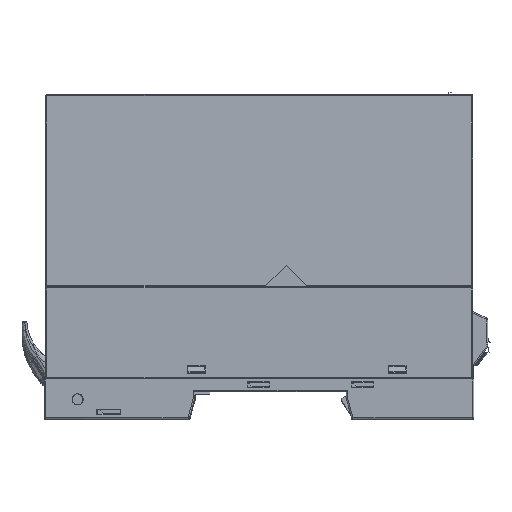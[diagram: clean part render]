
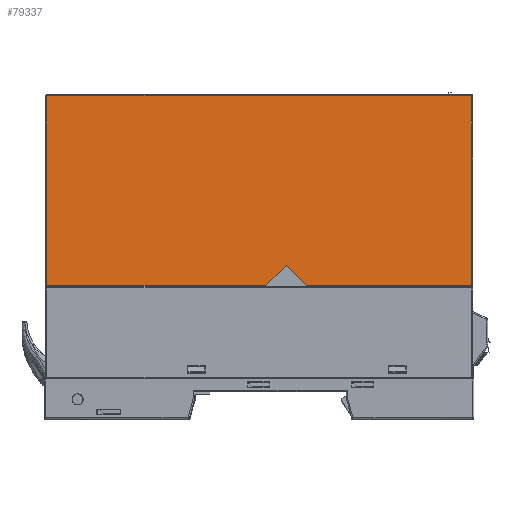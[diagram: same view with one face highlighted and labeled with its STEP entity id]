
A CAD part, top view. The second image highlights one B-rep face of the part: STEP entity #79337.
In plain terms, the highlighted planar face has unit normal (0, 0.026, 1).
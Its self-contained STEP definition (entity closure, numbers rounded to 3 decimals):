
#62927=DIRECTION('',(0.,-1.,0.026));
#62928=VECTOR('',#62927,44.431);
#62929=CARTESIAN_POINT('',(-46.7,62.685,
7.308));
#62930=LINE('',#62929,#62928);
#69173=DIRECTION('',(0.,1.,-0.026));
#69174=VECTOR('',#69173,44.431);
#69175=CARTESIAN_POINT('',(52.7,18.269,8.471));
#69176=LINE('',#69175,#69174);
#69201=DIRECTION('',(-1.,0.,0.));
#69202=VECTOR('',#69201,99.4);
#69203=CARTESIAN_POINT('',(52.7,18.269,8.471));
#69204=LINE('',#69203,#69202);
#69205=DIRECTION('',(1.,0.,0.));
#69206=VECTOR('',#69205,99.4);
#69207=CARTESIAN_POINT('',(-46.7,62.685,
7.308));
#69208=LINE('',#69207,#69206);
#70392=CARTESIAN_POINT('',(-46.7,18.269,
8.471));
#70393=CARTESIAN_POINT('',(52.7,18.269,8.471));
#70394=VERTEX_POINT('',#70392);
#70395=VERTEX_POINT('',#70393);
#70398=CARTESIAN_POINT('',(-46.7,62.685,7.308));
#70399=VERTEX_POINT('',#70398);
#72191=CARTESIAN_POINT('',(52.7,62.685,7.308));
#72192=VERTEX_POINT('',#72191);
#79324=CARTESIAN_POINT('',(-48.656,62.977,7.3));
#79325=DIRECTION('',(0.,0.026,1.));
#79326=DIRECTION('',(1.,0.,0.));
#79327=AXIS2_PLACEMENT_3D('',#79324,#79325,#79326);
#79328=PLANE('',#79327);
#79329=ORIENTED_EDGE('',*,*,#79312,.F.);
#79331=ORIENTED_EDGE('',*,*,#79330,.T.);
#79332=ORIENTED_EDGE('',*,*,#73288,.F.);
#79334=ORIENTED_EDGE('',*,*,#79333,.T.);
#79335=EDGE_LOOP('',(#79329,#79331,#79332,#79334));
#79336=FACE_OUTER_BOUND('',#79335,.F.);
#79337=ADVANCED_FACE('',(#79336),#79328,.T.);
#73288=EDGE_CURVE('',#70399,#70394,#62930,.T.);
#79312=EDGE_CURVE('',#70395,#72192,#69176,.T.);
#79330=EDGE_CURVE('',#70395,#70394,#69204,.T.);
#79333=EDGE_CURVE('',#70399,#72192,#69208,.T.);
